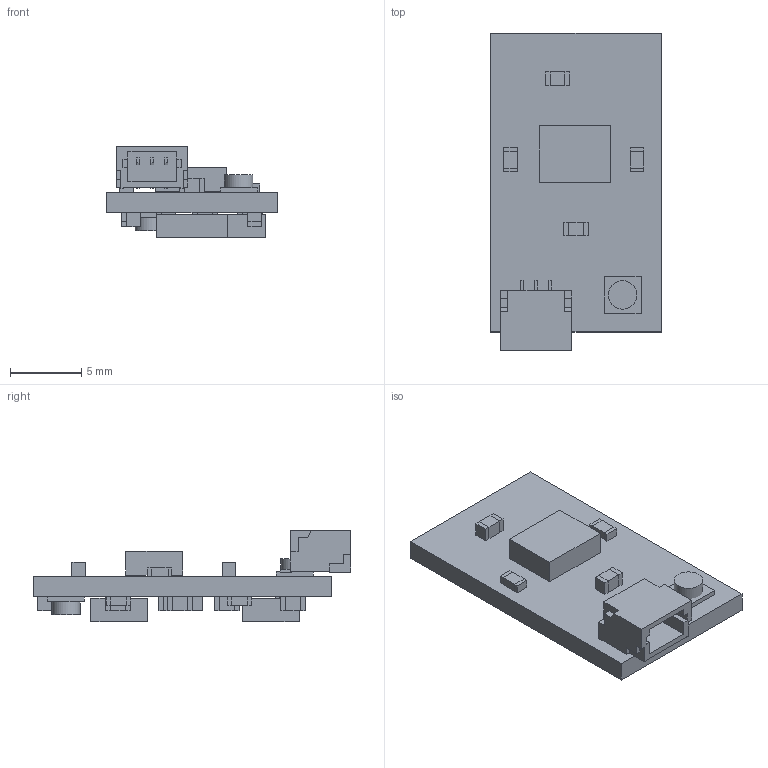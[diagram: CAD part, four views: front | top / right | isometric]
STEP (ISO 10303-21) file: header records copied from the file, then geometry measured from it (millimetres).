
FILE_DESCRIPTION(('Open CASCADE Model'),'2;1');
FILE_NAME('Open CASCADE Shape Model','2020-11-16T23:28:17',('Author'),( 'Open CASCADE'),'Open CASCADE STEP processor 6.8','Open CASCADE 6.8' ,'Unknown');
FILE_SCHEMA(('AUTOMOTIVE_DESIGN { 1 0 10303 214 1 1 1 1 }'));
Length unit declared in the file: millimetre
Products named in the file (44): PCB; Board; Open CASCADE STEP translator 6.8 1.1.1; P0; 6195136048; Extruded; 6195136528; Cylinder; P2; 6184184192; P1; SM03B-SRSS; U3; 6195134688; R5; 6194855696; 6194855376; R4; C11; 6195135648; 6195135008; C10; U2; R3; R2; C9; C8; 6194854336; 6194854896; C3; C2; U1; R1; C6; C7; C1
Assembly tree (82 placements, depth 4):
  PCB
    Board
      Open CASCADE STEP translator 6.8 1.1.1
    P0
      6195136048
        Extruded
      6195136528
        Cylinder
    P2
      6184184192
        Cylinder
      6195136048
        Extruded
    P1
      SM03B-SRSS
    U3
      6195134688
        Extruded
    R5
      6194855696  x2
        Extruded
      6194855376
        Extruded
    R4
      6194855696  x2
        Extruded
      6194855376
        Extruded
    C11
      6195135648  x2
        Extruded
      6195135008
        Extruded
    C10
      6195135648  x2
        Extruded
      6195135008
        Extruded
    U2
      6195134688
        Extruded
    R3
      6194855696  x2
        Extruded
      6194855376
        Extruded
    R2
      6194855696  x2
        Extruded
      6194855376
        Extruded
    C9
      6195135648  x2
        Extruded
      6195135008
        Extruded
    C8
      6194854336
        Extruded
      6194854896  x2
Bounding box: 12 x 22.33 x 6.44 mm (x, y, z)
Volume: 527.7 mm3; surface area: 1166.9 mm2
Topology: 51 solids, 51 shells, 372 faces, 796 edges, 530 vertices
Faces by surface type: plane 370, cylinder 2
Full cylindrical faces by diameter (mm): 2 x2
Entity records: 5098 total; most frequent: DIRECTION 774, CARTESIAN_POINT 767, ORIENTED_EDGE 656, EDGE_CURVE 328, LINE 324, VECTOR 324, AXIS2_PLACEMENT_3D 225, VERTEX_POINT 218
